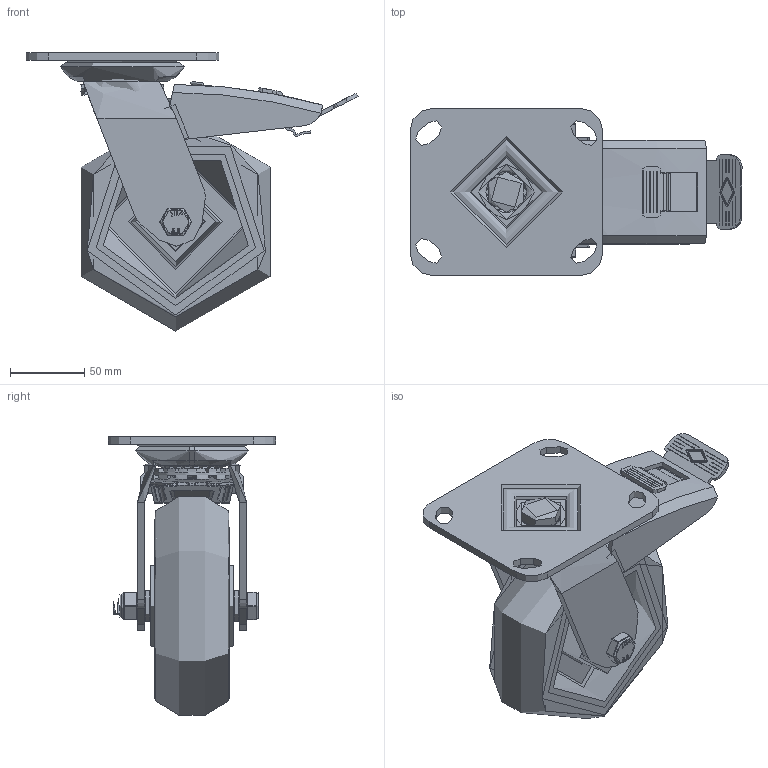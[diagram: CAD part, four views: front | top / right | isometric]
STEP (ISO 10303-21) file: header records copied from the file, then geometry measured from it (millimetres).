
FILE_DESCRIPTION(/* description */ (''),/* implementation_level */ '2;1');
FILE_NAME(/* name */ 'VSL150EAPJP05SWB.step',/* time_stamp */ '2025-06-24T16:53:54+01:00',/* author */ (''),/* organization */ (''),/* preprocessor_version */ 'ST-DEVELOPER v20.1',/* originating_system */ 'Autodesk Translation Framework v14.10.0.0',/* authorisation */ '');
FILE_SCHEMA (('AUTOMOTIVE_DESIGN { 1 0 10303 214 3 1 1 }'));
Products named in the file (79): VSL150EAPJP05SWB; G150EAPJ17 v2; RIM; TYRE; SKF_6203 v1; SKF_6203_or; SKF_6203_ir; SKF_6203_ball1; SKF_6203 v1 (1); SKF_6203_or (1); SKF_6203_ir (1); SKF_6203_ball1 (1); VSL150ASSYP05SWB - 64 v2; 6X2-ZJ_5_1; 8-GZ_5_1_ASM_ASM_ASM; MANIFOLD_SOLID_BREP_6536; MANIFOLD_SOLID_BREP_6574; MANIFOLD_SOLID_BREP_6612; MANIFOLD_SOLID_BREP_6650; MANIFOLD_SOLID_BREP_6688; MANIFOLD_SOLID_BREP_6726; MANIFOLD_SOLID_BREP_6764; MANIFOLD_SOLID_BREP_6802; MANIFOLD_SOLID_BREP_6840; MANIFOLD_SOLID_BREP_6878; MANIFOLD_SOLID_BREP_6916; MANIFOLD_SOLID_BREP_6954; MANIFOLD_SOLID_BREP_6992; MANIFOLD_SOLID_BREP_7030; MANIFOLD_SOLID_BREP_7068; MANIFOLD_SOLID_BREP_7106; MANIFOLD_SOLID_BREP_7144; MANIFOLD_SOLID_BREP_7182; MANIFOLD_SOLID_BREP_7220; MANIFOLD_SOLID_BREP_7258; MANIFOLD_SOLID_BREP_7296; MANIFOLD_SOLID_BREP_7334; MANIFOLD_SOLID_BREP_7372; 6-GZ_5_1_ASM_ASM_ASM; MANIFOLD_SOLID_BREP_7439 ...
Assembly tree (93 placements, depth 4):
  VSL150EAPJP05SWB
    G150EAPJ17 v2
      RIM
      TYRE
      SKF_6203 v1
        SKF_6203_ball1  x8
        SKF_6203_or
        SKF_6203_ir
      SKF_6203 v1 (1)
        SKF_6203_ball1 (1)  x8
        SKF_6203_or (1)
        SKF_6203_ir (1)
    VSL150ASSYP05SWB - 64 v2
      6X2-ZJ_5_1
      8-GZ_5_1_ASM_ASM_ASM
        MANIFOLD_SOLID_BREP_6536
        MANIFOLD_SOLID_BREP_6574
        MANIFOLD_SOLID_BREP_6612
        MANIFOLD_SOLID_BREP_6650
        MANIFOLD_SOLID_BREP_6688
        MANIFOLD_SOLID_BREP_6726
        MANIFOLD_SOLID_BREP_6764
        MANIFOLD_SOLID_BREP_6802
        MANIFOLD_SOLID_BREP_6840
        MANIFOLD_SOLID_BREP_6878
        MANIFOLD_SOLID_BREP_6916
        MANIFOLD_SOLID_BREP_6954
        MANIFOLD_SOLID_BREP_6992
        MANIFOLD_SOLID_BREP_7030
        MANIFOLD_SOLID_BREP_7068
        MANIFOLD_SOLID_BREP_7106
        MANIFOLD_SOLID_BREP_7144
        MANIFOLD_SOLID_BREP_7182
        MANIFOLD_SOLID_BREP_7220
        MANIFOLD_SOLID_BREP_7258
        MANIFOLD_SOLID_BREP_7296
        MANIFOLD_SOLID_BREP_7334
        MANIFOLD_SOLID_BREP_7372
      6-GZ_5_1_ASM_ASM_ASM
        MANIFOLD_SOLID_BREP_7439
        MANIFOLD_SOLID_BREP_7477
        MANIFOLD_SOLID_BREP_7515
        MANIFOLD_SOLID_BREP_7553
        MANIFOLD_SOLID_BREP_7591
        MANIFOLD_SOLID_BREP_7629
        MANIFOLD_SOLID_BREP_7667
        MANIFOLD_SOLID_BREP_7705
        MANIFOLD_SOLID_BREP_7743
        MANIFOLD_SOLID_BREP_7781
        MANIFOLD_SOLID_BREP_7819
        MANIFOLD_SOLID_BREP_7857
        MANIFOLD_SOLID_BREP_7895
        MANIFOLD_SOLID_BREP_7933
        MANIFOLD_SOLID_BREP_7971
        MANIFOLD_SOLID_BREP_8009
        MANIFOLD_SOLID_BREP_8047
        MANIFOLD_SOLID_BREP_8085
        MANIFOLD_SOLID_BREP_8123
        MANIFOLD_SOLID_BREP_8161
        MANIFOLD_SOLID_BREP_8199
Bounding box: 223.98 x 113 x 187.83 mm (x, y, z)
Volume: 775070.3 mm3; surface area: 272666.5 mm2
Topology: 85 solids, 85 shells, 1102 faces, 2800 edges, 1805 vertices
Faces by surface type: plane 484, cylinder 322, bspline 100, sphere 78, torus 70, cone 48
Full cylindrical faces by diameter (mm): 5 x2, 5.2 x4, 9.836 x16, 11.834 x16, 12 x3, 12.2 x2, 13 x2, 14 x2, 16 x8, 16.3 x1, 16.5 x1, 16.8 x2, 17 x2, 17.75 x1, 18.5 x1, 21 x2, 24.5 x8, 25 x4, 25.2 x4, 32.531 x4, 32.7 x4, 32.731 x4, 36 x1, 40 x4, 56 x1, 113 x2
Entity records: 53580 total; most frequent: CARTESIAN_POINT 25629, DIRECTION 5479, ORIENTED_EDGE 5314, EDGE_CURVE 2657, AXIS2_PLACEMENT_3D 2058, VERTEX_POINT 1771, LINE 1363, VECTOR 1363
